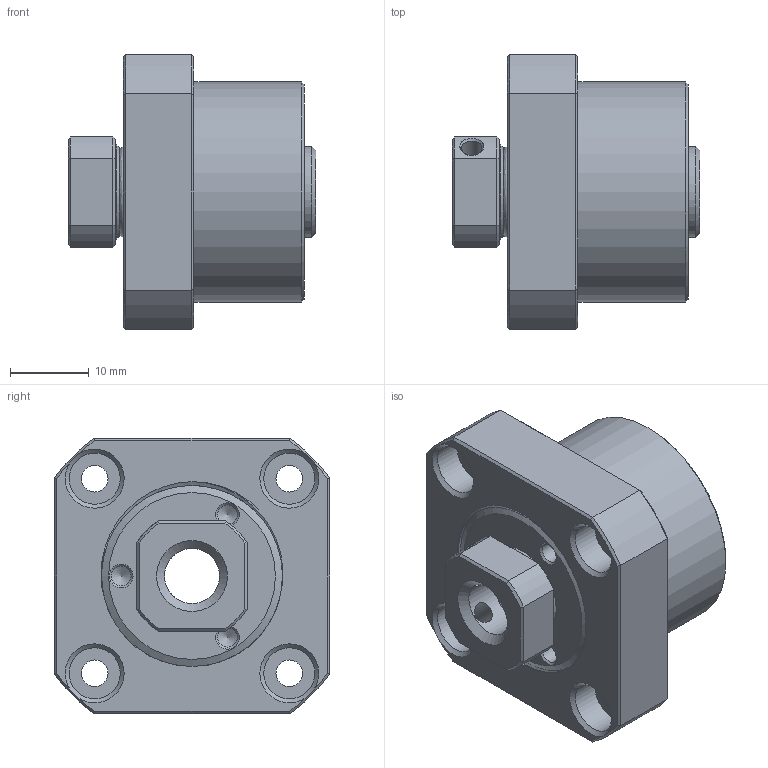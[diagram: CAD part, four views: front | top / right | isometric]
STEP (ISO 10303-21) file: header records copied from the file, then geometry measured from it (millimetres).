
FILE_DESCRIPTION (( 'STEP AP214' ), '1' );
FILE_NAME ('FKN08-Rollco.step', '2023-04-27T09:21:11', ( '' ), ( '' ), 'SwSTEP 2.0', 'SolidWorks 2010', '' );
FILE_SCHEMA (( 'AUTOMOTIVE_DESIGN' ));
Length unit declared in the file: millimetre
Products named in the file (11): 608; 608-1; 608_3; 608_2; 608_4; FK08_1; FK08_6; FKN08_5; EAFK08; FKN08_7; FKN08-Rollco
Assembly tree (16 placements, depth 3):
  FKN08-Rollco
    FKN08_5
    FK08_1
    EAFK08  x2
    608-1
      608_2
      608_3
      608_4  x2
    FK08_6
    608
      608_4  x2
      608_3
      608_2
    FKN08_7
Bounding box: 31.5 x 35 x 35 mm (x, y, z)
Volume: 15606.9 mm3; surface area: 15399.7 mm2
Topology: 14 solids, 14 shells, 254 faces, 572 edges, 360 vertices
Faces by surface type: plane 71, bspline 71, cylinder 67, cone 45
Full cylindrical faces by diameter (mm): 2.5 x3, 2.6 x2, 3.4 x4, 6.5 x4, 7 x1, 8 x4, 10.55 x4, 10.97 x4, 11.5 x2, 12 x3, 12.15 x4, 13 x1, 15 x1, 16 x1, 16.1 x1, 18.15 x4, 19.5 x8, 22 x4, 25 x1, 28 x1
Entity records: 8587 total; most frequent: CARTESIAN_POINT 4823, DIRECTION 660, ORIENTED_EDGE 586, EDGE_LOOP 316, AXIS2_PLACEMENT_3D 306, EDGE_CURVE 293, FACE_OUTER_BOUND 253, VERTEX_POINT 235
